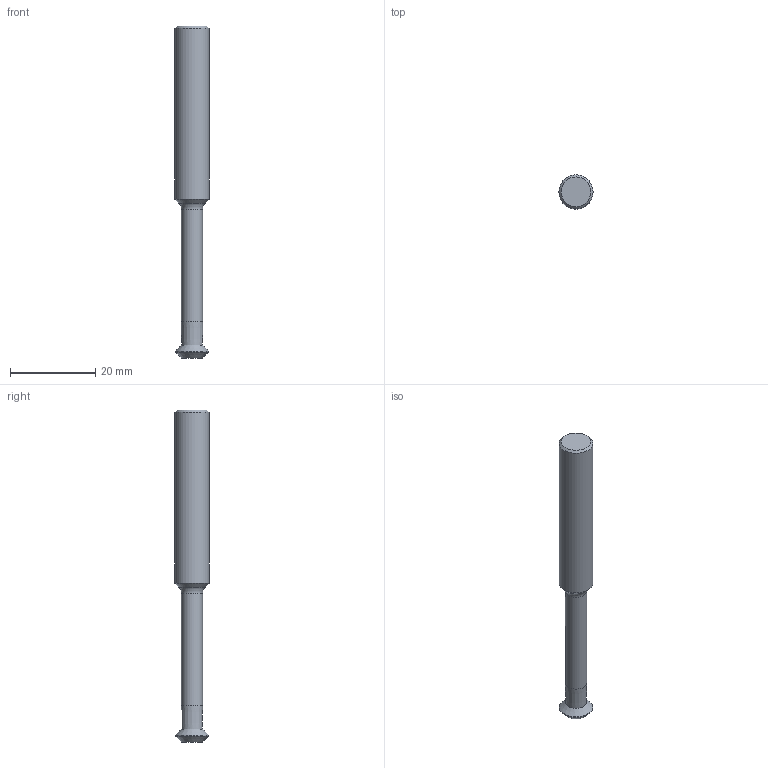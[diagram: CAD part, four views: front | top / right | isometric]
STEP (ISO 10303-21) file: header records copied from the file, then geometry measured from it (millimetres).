
FILE_DESCRIPTION(/* description */ ('3-D model version:1'),/* implementation_level */ '2;1');
FILE_NAME(/* name */ '326R08-B3502012-CH 1025',/* time_stamp */ '2016-04-04T11:15:27+02:00',/* author */ ('InteractiveCad'),/* organization */ ('AB Sandvik Coromant'),/* preprocessor_version */ 'ST-DEVELOPER v15',/* originating_system */ 'SIEMENS PLM Software NX 8.5',/* authorisation */ '');
FILE_SCHEMA (('AP203_CONFIGURATION_CONTROLLED_3D_DESIGN_OF_MECHANICAL_PARTS_AND_ASSEMBLIES_MIM_LF { 1 0 10303 403 2 1 2}'));
Length unit declared in the file: millimetre
Products named in the file (1): 326R08_B3502012_CH_SIM
Bounding box: 8 x 8 x 78 mm (x, y, z)
Volume: 2837 mm3; surface area: 1819.3 mm2
Topology: 2 solids, 2 shells, 15 faces, 25 edges, 14 vertices
Faces by surface type: cone 5, cylinder 5, plane 4, torus 1
Full cylindrical faces by diameter (mm): 4.906 x2, 5 x1, 7.8 x1, 8 x1
Entity records: 398 total; most frequent: DIRECTION 60, CARTESIAN_POINT 44, AXIS2_PLACEMENT_3D 30, EDGE_LOOP 28, ORIENTED_EDGE 28, FACE_BOUND 26, ADVANCED_FACE 15, VERTEX_POINT 14
